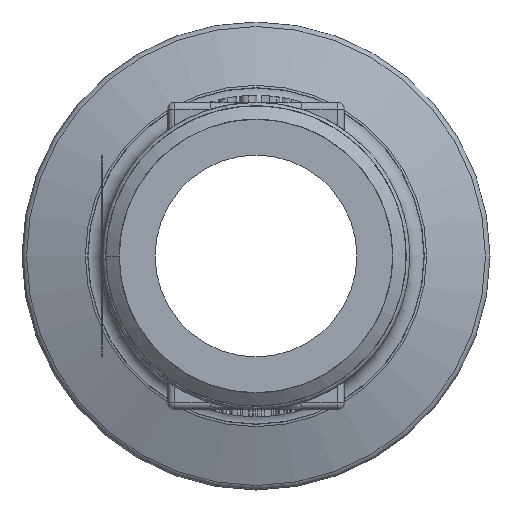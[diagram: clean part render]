
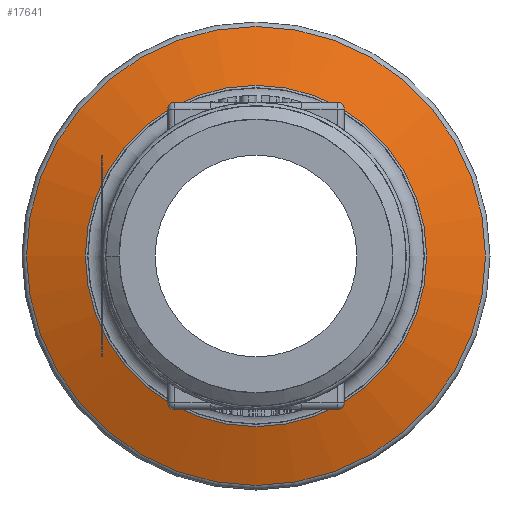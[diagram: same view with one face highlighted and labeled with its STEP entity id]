
A CAD part, left-side view. The second image highlights one B-rep face of the part: STEP entity #17641.
In plain terms, the highlighted conical face has half-angle 70 degrees and reference radius 22.339 mm.
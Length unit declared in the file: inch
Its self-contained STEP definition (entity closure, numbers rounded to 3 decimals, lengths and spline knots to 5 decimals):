
#73=CONICAL_SURFACE('',#18877,0.8795,1.222);
#1236=FACE_OUTER_BOUND('',#2272,.T.);
#2272=EDGE_LOOP('',(#12632,#12633,#12634,#12635,#12636,#12637,#12638,#12639));
#3431=CIRCLE('',#18873,0.74397);
#3432=CIRCLE('',#18874,0.74397);
#3434=CIRCLE('',#18876,0.74397);
#3435=CIRCLE('',#18878,1.00026);
#3436=CIRCLE('',#18879,1.00026);
#3437=CIRCLE('',#18880,1.00026);
#4342=LINE('',#25991,#6045);
#6045=VECTOR('',#20234,0.8795);
#7963=VERTEX_POINT('',#25978);
#7964=VERTEX_POINT('',#25979);
#7965=VERTEX_POINT('',#25981);
#7966=VERTEX_POINT('',#25986);
#7967=VERTEX_POINT('',#25987);
#7968=VERTEX_POINT('',#25989);
#9812=EDGE_CURVE('',#7963,#7964,#3431,.T.);
#9813=EDGE_CURVE('',#7964,#7965,#3432,.T.);
#9815=EDGE_CURVE('',#7965,#7963,#3434,.T.);
#9816=EDGE_CURVE('',#7966,#7967,#3435,.T.);
#9817=EDGE_CURVE('',#7968,#7966,#3436,.T.);
#9818=EDGE_CURVE('',#7968,#7964,#4342,.T.);
#9819=EDGE_CURVE('',#7967,#7968,#3437,.T.);
#12632=ORIENTED_EDGE('',*,*,#9816,.F.);
#12633=ORIENTED_EDGE('',*,*,#9817,.F.);
#12634=ORIENTED_EDGE('',*,*,#9818,.T.);
#12635=ORIENTED_EDGE('',*,*,#9812,.F.);
#12636=ORIENTED_EDGE('',*,*,#9815,.F.);
#12637=ORIENTED_EDGE('',*,*,#9813,.F.);
#12638=ORIENTED_EDGE('',*,*,#9818,.F.);
#12639=ORIENTED_EDGE('',*,*,#9819,.F.);
#17641=ADVANCED_FACE('',(#1236),#73,.T.);
#18873=AXIS2_PLACEMENT_3D('',#25980,#20220,#20221);
#18874=AXIS2_PLACEMENT_3D('',#25982,#20222,#20223);
#18876=AXIS2_PLACEMENT_3D('',#25984,#20226,#20227);
#18877=AXIS2_PLACEMENT_3D('',#25985,#20228,#20229);
#18878=AXIS2_PLACEMENT_3D('',#25988,#20230,#20231);
#18879=AXIS2_PLACEMENT_3D('',#25990,#20232,#20233);
#18880=AXIS2_PLACEMENT_3D('',#25992,#20235,#20236);
#20220=DIRECTION('center_axis',(-1.,0.,0.));
#20221=DIRECTION('ref_axis',(0.,-1.,0.));
#20222=DIRECTION('center_axis',(-1.,0.,0.));
#20223=DIRECTION('ref_axis',(0.,-1.,0.));
#20226=DIRECTION('center_axis',(-1.,0.,0.));
#20227=DIRECTION('ref_axis',(0.,-1.,0.));
#20228=DIRECTION('center_axis',(1.,0.,0.));
#20229=DIRECTION('ref_axis',(0.,1.,0.));
#20230=DIRECTION('center_axis',(1.,0.,0.));
#20231=DIRECTION('ref_axis',(0.,-1.,0.));
#20232=DIRECTION('center_axis',(1.,0.,0.));
#20233=DIRECTION('ref_axis',(0.,-1.,0.));
#20234=DIRECTION('',(-0.342,0.94,0.));
#20235=DIRECTION('center_axis',(1.,0.,0.));
#20236=DIRECTION('ref_axis',(0.,-1.,0.));
#25978=CARTESIAN_POINT('',(-0.32247,0.74397,0.));
#25979=CARTESIAN_POINT('',(-0.32247,-0.74397,0.));
#25980=CARTESIAN_POINT('Origin',(-0.32247,0.,0.));
#25981=CARTESIAN_POINT('',(-0.32247,0.,0.74397));
#25982=CARTESIAN_POINT('Origin',(-0.32247,0.,0.));
#25984=CARTESIAN_POINT('Origin',(-0.32247,0.,0.));
#25985=CARTESIAN_POINT('Origin',(-0.27314,0.,0.));
#25986=CARTESIAN_POINT('',(-0.22918,1.00026,0.));
#25987=CARTESIAN_POINT('',(-0.22918,0.,1.00026));
#25988=CARTESIAN_POINT('Origin',(-0.22918,0.,0.));
#25989=CARTESIAN_POINT('',(-0.22918,-1.00026,0.));
#25990=CARTESIAN_POINT('Origin',(-0.22918,0.,0.));
#25991=CARTESIAN_POINT('',(-0.27314,-0.8795,0.));
#25992=CARTESIAN_POINT('Origin',(-0.22918,0.,0.));
